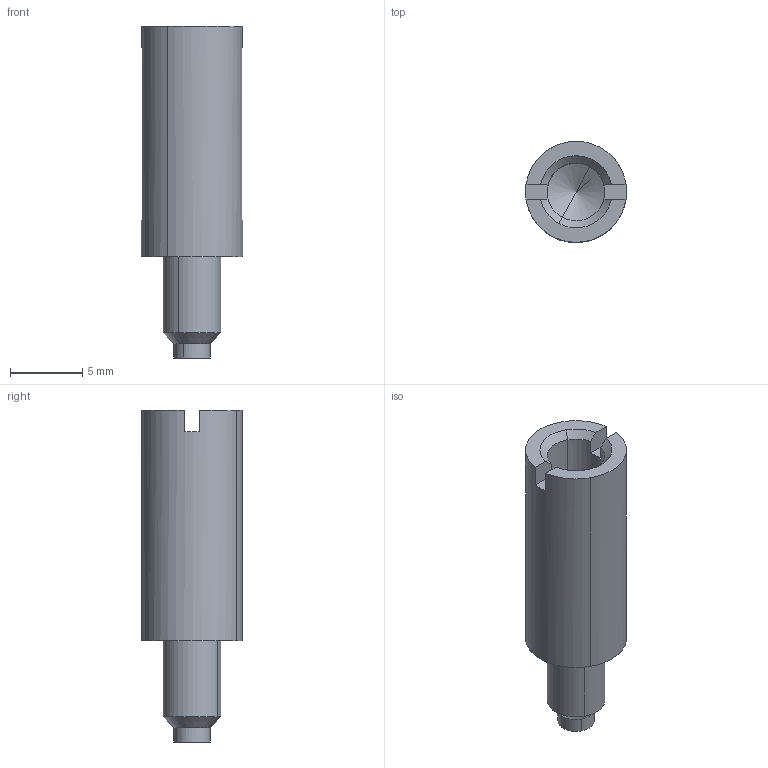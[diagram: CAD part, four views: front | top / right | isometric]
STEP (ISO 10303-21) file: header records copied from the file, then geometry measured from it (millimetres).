
FILE_DESCRIPTION(('CATIA V5 STEP Exchange','CAx-IF Rec.Pracs.--- Model Styling and Organization---1.4--- 2014-01-23'),'2;1');
FILE_NAME ('001088-2_2_0140200000_0140200000.stp','2022-09-23T08:13:33+00:00',('none'),('Weidmueller'),'CATIA Version 5-6 Release 2016 SP3 HF44','CATIA V5 STEP AP214','none');
FILE_SCHEMA(('AUTOMOTIVE_DESIGN { 1 0 10303 214 1 1 1 1 }'));
Length unit declared in the file: millimetre
Products named in the file (1): STB_16_D7_4_M4_SAK35
Bounding box: 7 x 7 x 23 mm (x, y, z)
Volume: 502.5 mm3; surface area: 689.9 mm2
Topology: 1 solids, 1 shells, 31 faces, 74 edges, 45 vertices
Faces by surface type: plane 11, cone 10, cylinder 8, torus 2
Entity records: 832 total; most frequent: CARTESIAN_POINT 164, ORIENTED_EDGE 144, DIRECTION 101, EDGE_CURVE 72, AXIS2_PLACEMENT_3D 53, VERTEX_POINT 45, CIRCLE 35, EDGE_LOOP 33
